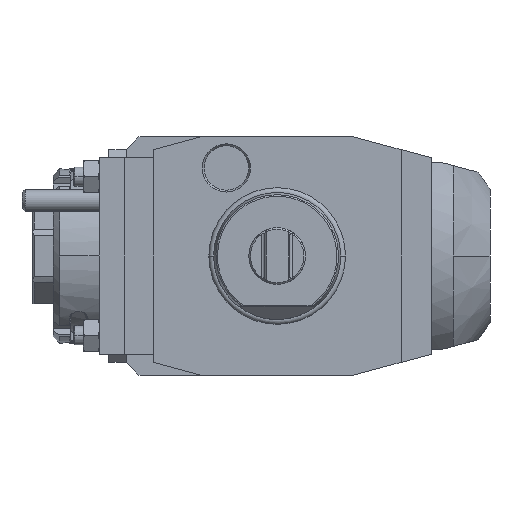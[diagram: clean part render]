
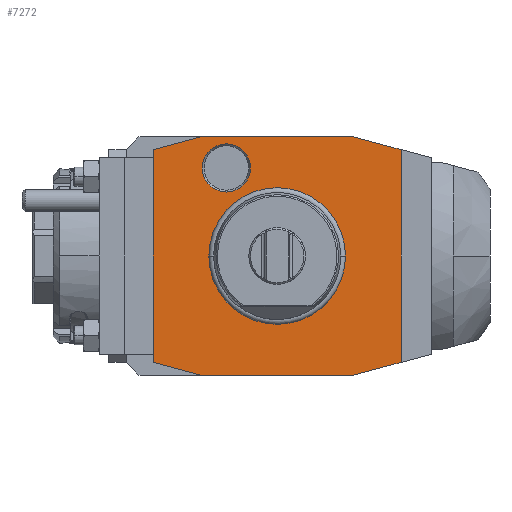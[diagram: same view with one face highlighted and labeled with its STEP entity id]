
A CAD part, front view. The second image highlights one B-rep face of the part: STEP entity #7272.
In plain terms, the highlighted planar face has unit normal (0, -1, 0).
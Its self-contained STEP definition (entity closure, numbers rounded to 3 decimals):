
#1=DIRECTION('',(-1.,0.,0.));
#2=VECTOR('',#1,48.);
#3=CARTESIAN_POINT('',(24.,0.,37.5));
#4=LINE('',#3,#2);
#5=DIRECTION('',(-0.966,0.,0.259));
#6=VECTOR('',#5,15.529);
#7=CARTESIAN_POINT('',(39.,0.,33.481));
#8=LINE('',#7,#6);
#9=DIRECTION('',(0.,0.,1.));
#10=VECTOR('',#9,66.962);
#11=CARTESIAN_POINT('',(39.,0.,-33.481));
#12=LINE('',#11,#10);
#13=DIRECTION('',(0.966,0.,0.259));
#14=VECTOR('',#13,15.529);
#15=CARTESIAN_POINT('',(24.,0.,-37.5));
#16=LINE('',#15,#14);
#17=DIRECTION('',(1.,0.,0.));
#18=VECTOR('',#17,48.);
#19=CARTESIAN_POINT('',(-24.,0.,-37.5));
#20=LINE('',#19,#18);
#21=DIRECTION('',(0.966,0.,-0.259));
#22=VECTOR('',#21,15.529);
#23=CARTESIAN_POINT('',(-39.,0.,-33.481));
#24=LINE('',#23,#22);
#25=DIRECTION('',(0.,0.,-1.));
#26=VECTOR('',#25,66.962);
#27=CARTESIAN_POINT('',(-39.,0.,33.481));
#28=LINE('',#27,#26);
#29=DIRECTION('',(-0.966,0.,-0.259));
#30=VECTOR('',#29,15.529);
#31=CARTESIAN_POINT('',(-24.,0.,37.5));
#32=LINE('',#31,#30);
#33=CARTESIAN_POINT('',(-16.,0.,27.713));
#34=DIRECTION('',(0.,1.,0.));
#35=DIRECTION('',(1.,0.,0.));
#36=AXIS2_PLACEMENT_3D('',#33,#34,#35);
#38=CARTESIAN_POINT('',(-16.,0.,27.713));
#39=DIRECTION('',(0.,1.,0.));
#40=DIRECTION('',(-1.,0.,0.));
#41=AXIS2_PLACEMENT_3D('',#38,#39,#40);
#4863=CARTESIAN_POINT('',(0.,0.,0.));
#4864=DIRECTION('',(0.,-1.,0.));
#4865=DIRECTION('',(1.,0.,0.));
#4866=AXIS2_PLACEMENT_3D('',#4863,#4864,#4865);
#4868=CARTESIAN_POINT('',(0.,0.,0.));
#4869=DIRECTION('',(0.,-1.,0.));
#4870=DIRECTION('',(-1.,0.,0.));
#4871=AXIS2_PLACEMENT_3D('',#4868,#4869,#4870);
#6454=CARTESIAN_POINT('',(-8.423,0.,
27.713));
#6455=CARTESIAN_POINT('',(-23.577,0.,
27.713));
#6456=VERTEX_POINT('',#6454);
#6457=VERTEX_POINT('',#6455);
#7047=CARTESIAN_POINT('',(24.,0.,37.5));
#7048=CARTESIAN_POINT('',(-24.,0.,37.5));
#7049=VERTEX_POINT('',#7047);
#7050=VERTEX_POINT('',#7048);
#7051=CARTESIAN_POINT('',(39.,0.,-33.481));
#7052=CARTESIAN_POINT('',(39.,0.,33.481));
#7053=VERTEX_POINT('',#7051);
#7054=VERTEX_POINT('',#7052);
#7055=CARTESIAN_POINT('',(-39.,0.,-33.481));
#7056=CARTESIAN_POINT('',(-24.,0.,-37.5));
#7057=VERTEX_POINT('',#7055);
#7058=VERTEX_POINT('',#7056);
#7059=CARTESIAN_POINT('',(-39.,0.,33.481));
#7060=VERTEX_POINT('',#7059);
#7085=CARTESIAN_POINT('',(24.,0.,-37.5));
#7086=VERTEX_POINT('',#7085);
#7119=CARTESIAN_POINT('',(21.137,0.,0.));
#7120=CARTESIAN_POINT('',(-21.137,0.,0.));
#7121=VERTEX_POINT('',#7119);
#7122=VERTEX_POINT('',#7120);
#7237=CARTESIAN_POINT('',(0.,0.,0.));
#7238=DIRECTION('',(0.,-1.,0.));
#7239=DIRECTION('',(-1.,0.,0.));
#7240=AXIS2_PLACEMENT_3D('',#7237,#7238,#7239);
#7241=PLANE('',#7240);
#7243=ORIENTED_EDGE('',*,*,#7242,.F.);
#7245=ORIENTED_EDGE('',*,*,#7244,.F.);
#7247=ORIENTED_EDGE('',*,*,#7246,.F.);
#7249=ORIENTED_EDGE('',*,*,#7248,.F.);
#7251=ORIENTED_EDGE('',*,*,#7250,.F.);
#7253=ORIENTED_EDGE('',*,*,#7252,.F.);
#7255=ORIENTED_EDGE('',*,*,#7254,.F.);
#7257=ORIENTED_EDGE('',*,*,#7256,.F.);
#7258=EDGE_LOOP('',(#7243,#7245,#7247,#7249,#7251,#7253,#7255,#7257));
#7259=FACE_OUTER_BOUND('',#7258,.F.);
#7261=ORIENTED_EDGE('',*,*,#7260,.T.);
#7263=ORIENTED_EDGE('',*,*,#7262,.T.);
#7264=EDGE_LOOP('',(#7261,#7263));
#7265=FACE_BOUND('',#7264,.F.);
#7267=ORIENTED_EDGE('',*,*,#7266,.F.);
#7269=ORIENTED_EDGE('',*,*,#7268,.F.);
#7270=EDGE_LOOP('',(#7267,#7269));
#7271=FACE_BOUND('',#7270,.F.);
#37=CIRCLE('',#36,7.577);
#42=CIRCLE('',#41,7.577);
#4867=CIRCLE('',#4866,21.137);
#4872=CIRCLE('',#4871,21.137);
#7242=EDGE_CURVE('',#7049,#7050,#4,.T.);
#7244=EDGE_CURVE('',#7054,#7049,#8,.T.);
#7246=EDGE_CURVE('',#7053,#7054,#12,.T.);
#7248=EDGE_CURVE('',#7086,#7053,#16,.T.);
#7250=EDGE_CURVE('',#7058,#7086,#20,.T.);
#7252=EDGE_CURVE('',#7057,#7058,#24,.T.);
#7254=EDGE_CURVE('',#7060,#7057,#28,.T.);
#7256=EDGE_CURVE('',#7050,#7060,#32,.T.);
#7260=EDGE_CURVE('',#7121,#7122,#4867,.T.);
#7262=EDGE_CURVE('',#7122,#7121,#4872,.T.);
#7266=EDGE_CURVE('',#6456,#6457,#37,.T.);
#7268=EDGE_CURVE('',#6457,#6456,#42,.T.);
#7272=ADVANCED_FACE('',(#7259,#7265,#7271),#7241,.T.);
